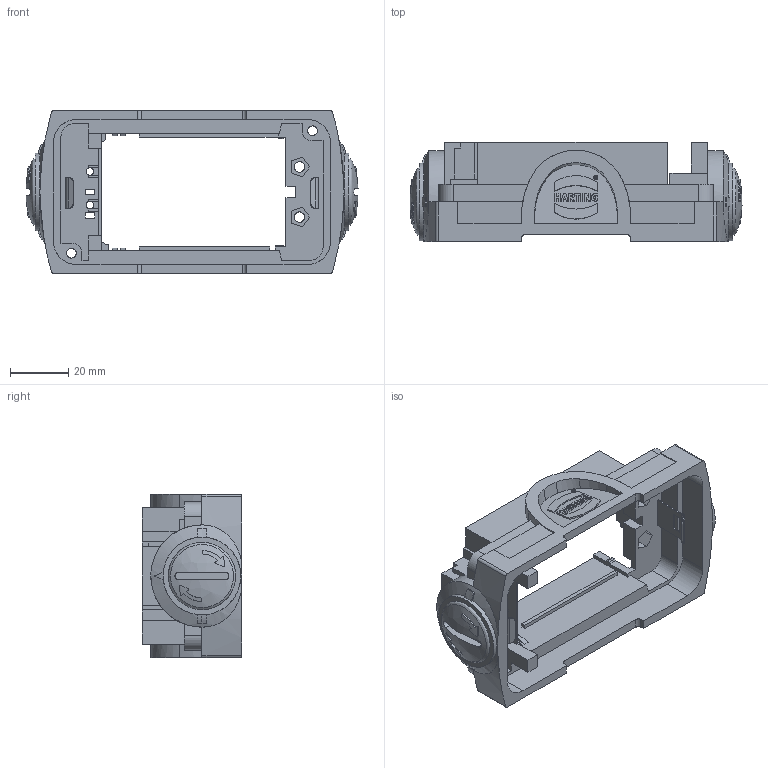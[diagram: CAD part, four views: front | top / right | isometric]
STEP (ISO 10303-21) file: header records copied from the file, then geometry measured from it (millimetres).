
FILE_DESCRIPTION(( 'HARTING HARTING HARTING HARTING HARTING HARTING HARTING HARTING HARTING', 'This Document is valid for Parts No. 11 12 600 0110'),'2;1');
FILE_NAME('MD_11126000110_RA.stp', '2010-10-12T14:14:26',('ITIS-4b'),('HARTING KGaA, D-32339 Espelkamp'), 'I-DEAS Master Series 10','HP-UNIX','Yes');
FILE_SCHEMA(('AUTOMOTIVE_DESIGN { 1 0 10303 214 1 1 1 1 }'));
Length unit declared in the file: millimetre
Products named in the file (1): MD 11 12 600 0110
Bounding box: 113.77 x 34 x 56 mm (x, y, z)
Volume: 49645.8 mm3; surface area: 28090.1 mm2
Topology: 3 solids, 3 shells, 544 faces, 1521 edges, 1089 vertices
Faces by surface type: bspline 544
Entity records: 17391 total; most frequent: CARTESIAN_POINT 8004, ORIENTED_EDGE 2916, EDGE_CURVE 1458, VERTEX_POINT 964, B_SPLINE_CURVE_WITH_KNOTS 731, EDGE_LOOP 610, QUASI_UNIFORM_CURVE 554, FACE_OUTER_BOUND 544
